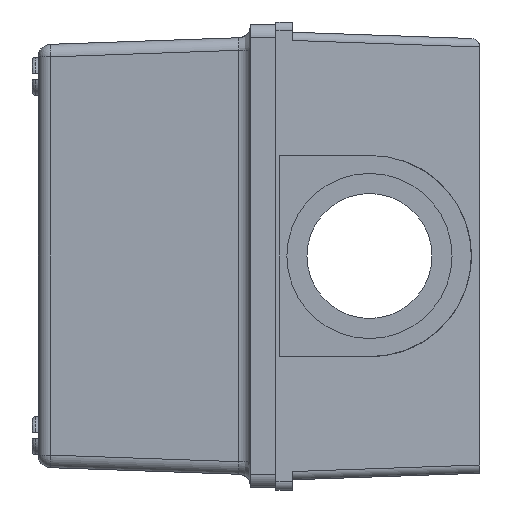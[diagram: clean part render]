
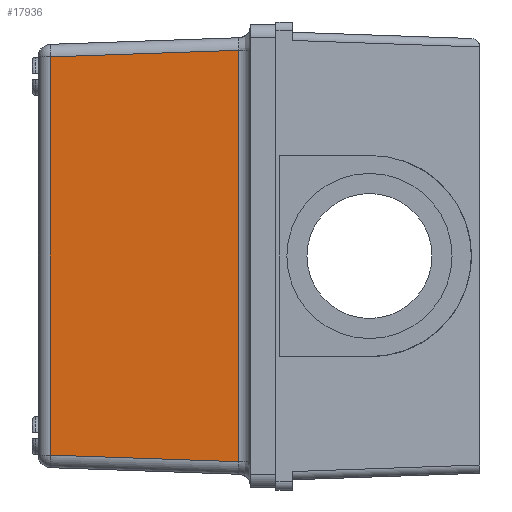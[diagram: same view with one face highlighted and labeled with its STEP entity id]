
A CAD part, left-side view. The second image highlights one B-rep face of the part: STEP entity #17936.
In plain terms, the highlighted face is planar.
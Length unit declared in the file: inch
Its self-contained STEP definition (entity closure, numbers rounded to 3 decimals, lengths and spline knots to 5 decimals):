
#14445=CARTESIAN_POINT('',(-4.80568,1.43314,
1.47074));
#14479=DIRECTION('',(0.035,-0.999,-0.035));
#14480=VECTOR('',#14479,1.34792);
#14481=CARTESIAN_POINT('',(-4.80568,1.43314,
1.47074));
#14482=LINE('',#14481,#14480);
#15134=DIRECTION('',(0.,0.,1.));
#15135=VECTOR('',#15134,2.94147);
#15136=CARTESIAN_POINT('',(-4.80568,1.43314,
-1.47074));
#15137=LINE('',#15136,#15135);
#15151=DIRECTION('',(0.,0.,1.));
#15152=VECTOR('',#15151,2.84745);
#15153=CARTESIAN_POINT('',(-4.75867,0.08686,
-1.42372));
#15154=LINE('',#15153,#15152);
#15174=DIRECTION('',(0.035,-0.999,0.035));
#15175=VECTOR('',#15174,1.34792);
#15176=CARTESIAN_POINT('',(-4.80568,1.43314,
-1.47074));
#15177=LINE('',#15176,#15175);
#16344=CARTESIAN_POINT('',(-4.75867,0.08686,
-1.42372));
#16345=CARTESIAN_POINT('',(-4.75867,0.08686,
1.42372));
#16346=VERTEX_POINT('',#16344);
#16347=VERTEX_POINT('',#16345);
#16362=VERTEX_POINT('',#14445);
#16364=CARTESIAN_POINT('',(-4.80568,1.43314,
-1.47074));
#16365=VERTEX_POINT('',#16364);
#17923=CARTESIAN_POINT('',(-4.815,1.7,-1.57));
#17924=DIRECTION('',(-0.999,-0.035,0.));
#17925=DIRECTION('',(0.035,-0.999,0.));
#17926=AXIS2_PLACEMENT_3D('',#17923,#17924,#17925);
#17927=PLANE('',#17926);
#17928=ORIENTED_EDGE('',*,*,#17914,.T.);
#17929=ORIENTED_EDGE('',*,*,#17319,.T.);
#17931=ORIENTED_EDGE('',*,*,#17930,.F.);
#17933=ORIENTED_EDGE('',*,*,#17932,.F.);
#17934=EDGE_LOOP('',(#17928,#17929,#17931,#17933));
#17935=FACE_OUTER_BOUND('',#17934,.F.);
#17936=ADVANCED_FACE('',(#17935),#17927,.T.);
#17319=EDGE_CURVE('',#16362,#16347,#14482,.T.);
#17914=EDGE_CURVE('',#16365,#16362,#15137,.T.);
#17930=EDGE_CURVE('',#16346,#16347,#15154,.T.);
#17932=EDGE_CURVE('',#16365,#16346,#15177,.T.);
